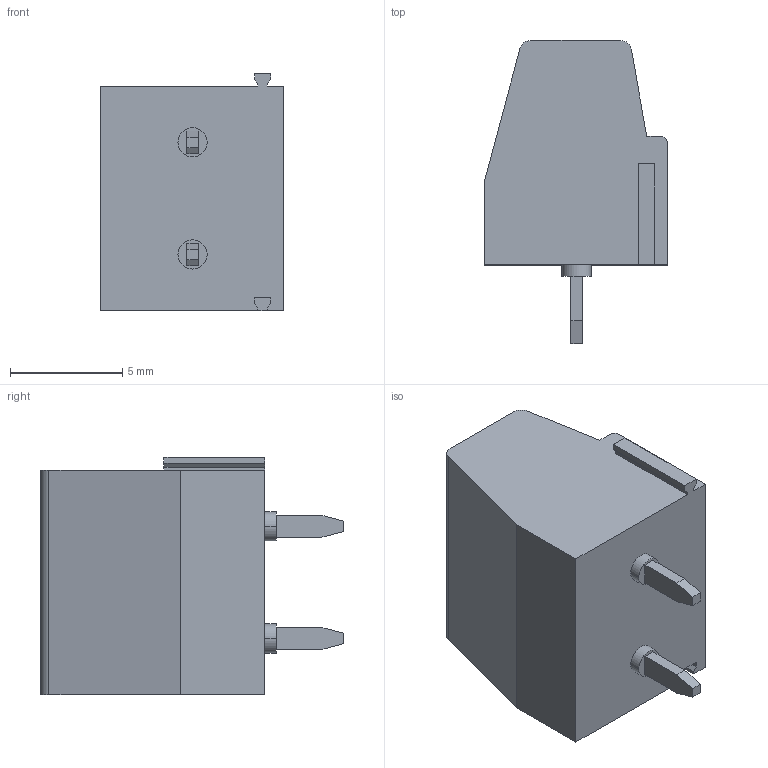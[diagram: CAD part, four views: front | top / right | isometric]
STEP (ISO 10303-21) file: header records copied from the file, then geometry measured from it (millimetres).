
FILE_DESCRIPTION(('SolidDesigner STEP Export'),'2;1');
FILE_NAME('mkdsn_1.5-2-ht_bk.stp','2013-06-28T 9:18:02',(''),(''),'Creo Elements/Direct Modeling STEP processor for AP214 (Solid Model)','Creo Elements/Direct Modeling 18.1B 29-Sep-2012 (C) Parametric Technology GmbH','');
FILE_SCHEMA(('AUTOMOTIVE_DESIGN { 1 0 10303 214 1 1 1 1 }'));
Length unit declared in the file: millimetre
Products named in the file (2): mkdsn_1.5-2-ht_bk
Assembly tree (1 placements, depth 2):
  mkdsn_1.5-2-ht_bk
    mkdsn_1.5-2-ht_bk
Bounding box: 8.15 x 13.5 x 10.57 mm (x, y, z)
Volume: 645.8 mm3; surface area: 645.5 mm2
Topology: 1 solids, 1 shells, 142 faces, 354 edges, 228 vertices
Faces by surface type: plane 106, cylinder 36
Entity records: 5180 total; most frequent: ORIENTED_EDGE 708, CARTESIAN_POINT 685, DIRECTION 658, EDGE_CURVE 354, VECTOR 256, LINE 256, VERTEX_POINT 228, AXIS2_PLACEMENT_3D 201
